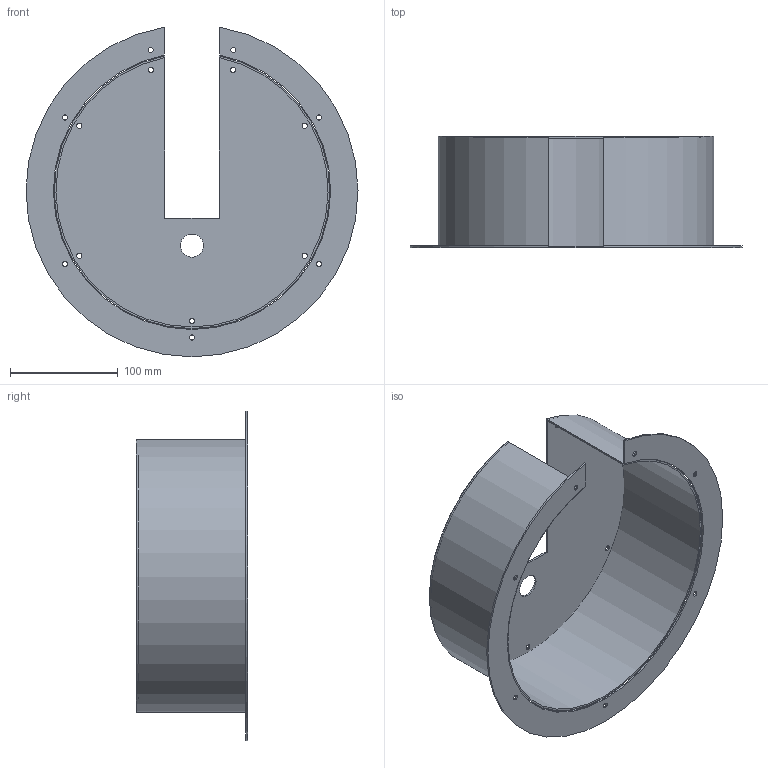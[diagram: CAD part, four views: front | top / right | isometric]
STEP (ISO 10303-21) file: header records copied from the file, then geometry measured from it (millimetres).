
FILE_DESCRIPTION(/* description */ (''),/* implementation_level */ '2;1');
FILE_NAME(/* name */ 'FIN_DOME_REV4_ASM_1_ASM_1_ASM.stp',/* time_stamp */ '2017-01-08T12:18:13-05:00',/* author */ ('jeff1'),/* organization */ (''),/* preprocessor_version */ 'ST-DEVELOPER v16.5',/* originating_system */ 'Autodesk Inventor 2017',/* authorisation */ '');
FILE_SCHEMA (('AUTOMOTIVE_DESIGN { 1 0 10303 214 3 1 1 }'));
Length unit declared in the file: inch
Products named in the file (4): FIN_DOME_REV4_ASM_1_ASM_1_ASM; FIN_DOME_LIP_1_1; FIN_DOME_SUPPORT_FORMED_1_1; FIN_DOME_COVER_1_1
Assembly tree (3 placements, depth 2):
  FIN_DOME_REV4_ASM_1_ASM_1_ASM
    FIN_DOME_LIP_1_1
    FIN_DOME_SUPPORT_FORMED_1_1
    FIN_DOME_COVER_1_1
Bounding box: 307.97 x 103.2 x 305.82 mm (x, y, z)
Volume: 222223.4 mm3; surface area: 286606.7 mm2
Topology: 3 solids, 3 shells, 33 faces, 81 edges, 54 vertices
Faces by surface type: cylinder 20, plane 13
Full cylindrical faces by diameter (mm): 4.762 x12, 4.775 x2, 21.438 x1
Entity records: 1099 total; most frequent: DIRECTION 186, CARTESIAN_POINT 160, ORIENTED_EDGE 132, AXIS2_PLACEMENT_3D 80, EDGE_LOOP 78, EDGE_CURVE 66, VERTEX_POINT 54, FACE_BOUND 45
